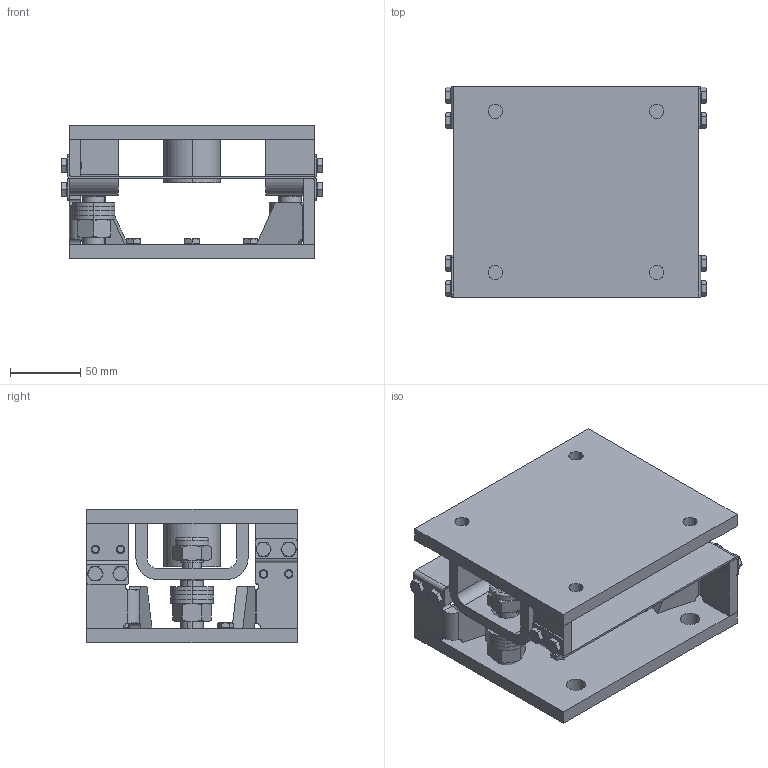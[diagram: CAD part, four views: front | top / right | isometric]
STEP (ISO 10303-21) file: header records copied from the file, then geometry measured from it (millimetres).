
FILE_DESCRIPTION (( 'STEP AP214' ), '1' );
FILE_NAME ('V10000.STEP', '2024-11-05T15:07:21', ( '' ), ( '' ), 'SwSTEP 2.0', 'SolidWorks 2021', '' );
FILE_SCHEMA (( 'AUTOMOTIVE_DESIGN' ));
Length unit declared in the file: inch
Products named in the file (1): V10000
Bounding box: 186 x 150 x 95 mm (x, y, z)
Volume: 750553.2 mm3; surface area: 228620.6 mm2
Topology: 36 solids, 36 shells, 716 faces, 1630 edges, 1016 vertices
Faces by surface type: plane 262, cylinder 257, cone 166, torus 27, bspline 4
Entity records: 21450 total; most frequent: CARTESIAN_POINT 4599, DIRECTION 3543, ORIENTED_EDGE 3260, EDGE_CURVE 1630, AXIS2_PLACEMENT_3D 1436, VERTEX_POINT 1016, EDGE_LOOP 832, CIRCLE 723
